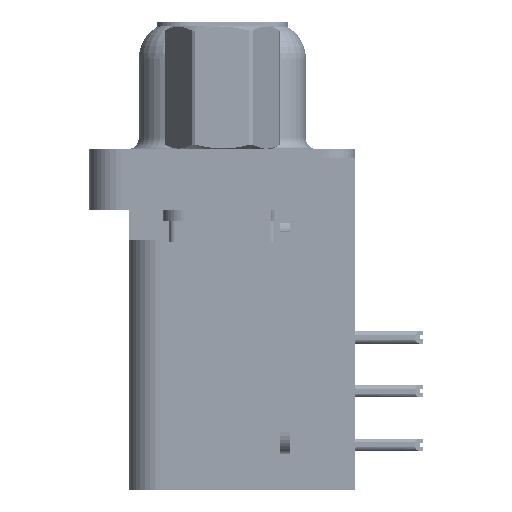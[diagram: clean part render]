
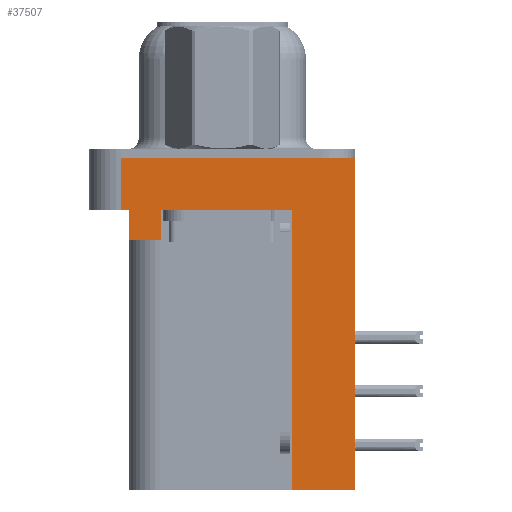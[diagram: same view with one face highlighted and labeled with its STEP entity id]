
A CAD part, left-side view. The second image highlights one B-rep face of the part: STEP entity #37507.
In plain terms, the highlighted planar face has unit normal (-1, 0, 0).
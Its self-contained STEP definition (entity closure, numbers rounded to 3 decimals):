
#112 = VECTOR ( 'NONE', #39762, 1000. ) ;
#403 = EDGE_LOOP ( 'NONE', ( #11133, #21697, #47556, #26472, #10854, #5634, #7216, #45497, #17309, #42969 ) ) ;
#635 = EDGE_CURVE ( 'NONE', #15868, #47030, #46416, .T. ) ;
#1189 = CARTESIAN_POINT ( 'NONE',  ( -3., -3.295, -15.7 ) ) ;
#1278 = EDGE_CURVE ( 'NONE', #37225, #2373, #34012, .T. ) ;
#1632 = LINE ( 'NONE', #14882, #19496 ) ;
#1912 = VERTEX_POINT ( 'NONE', #37509 ) ;
#2260 = EDGE_CURVE ( 'NONE', #14104, #28822, #9506, .T. ) ;
#2373 = VERTEX_POINT ( 'NONE', #41866 ) ;
#2458 = VECTOR ( 'NONE', #43352, 1000. ) ;
#2572 = VECTOR ( 'NONE', #16481, 1000. ) ;
#3183 = EDGE_CURVE ( 'NONE', #1912, #14104, #36812, .T. ) ;
#3443 = CARTESIAN_POINT ( 'NONE',  ( -3., -3.295, -2.5 ) ) ;
#3501 = DIRECTION ( 'NONE',  ( 0., 0., 1. ) ) ;
#3927 = EDGE_CURVE ( 'NONE', #1912, #34898, #1632, .T. ) ;
#4810 = DIRECTION ( 'NONE',  ( 0., 1., 0. ) ) ;
#5634 = ORIENTED_EDGE ( 'NONE', *, *, #36821, .T. ) ;
#5813 = FACE_OUTER_BOUND ( 'NONE', #403, .T. ) ;
#7216 = ORIENTED_EDGE ( 'NONE', *, *, #32883, .T. ) ;
#7627 = VERTEX_POINT ( 'NONE', #16118 ) ;
#7697 = CARTESIAN_POINT ( 'NONE',  ( -3., -6.275, 0. ) ) ;
#8520 = DIRECTION ( 'NONE',  ( 0., 0., 1. ) ) ;
#9506 = LINE ( 'NONE', #32569, #48633 ) ;
#9732 = LINE ( 'NONE', #16009, #28788 ) ;
#10198 = LINE ( 'NONE', #11463, #11415 ) ;
#10854 = ORIENTED_EDGE ( 'NONE', *, *, #43360, .F. ) ;
#11133 = ORIENTED_EDGE ( 'NONE', *, *, #11514, .F. ) ;
#11415 = VECTOR ( 'NONE', #38095, 1000. ) ;
#11463 = CARTESIAN_POINT ( 'NONE',  ( -3., -6.275, -2.5 ) ) ;
#11514 = EDGE_CURVE ( 'NONE', #47030, #34898, #41777, .T. ) ;
#11795 = CARTESIAN_POINT ( 'NONE',  ( -3., 2.895, -2.5 ) ) ;
#13147 = CARTESIAN_POINT ( 'NONE',  ( -3., -6.275, -2.5 ) ) ;
#13728 = DIRECTION ( 'NONE',  ( 0., 0., 1. ) ) ;
#14104 = VERTEX_POINT ( 'NONE', #40758 ) ;
#14882 = CARTESIAN_POINT ( 'NONE',  ( -3., -6.275, -2.5 ) ) ;
#15868 = VERTEX_POINT ( 'NONE', #37634 ) ;
#16009 = CARTESIAN_POINT ( 'NONE',  ( -3., 4.425, -3.9 ) ) ;
#16118 = CARTESIAN_POINT ( 'NONE',  ( -3., 2.895, -3.9 ) ) ;
#16133 = VECTOR ( 'NONE', #38516, 1000. ) ;
#16481 = DIRECTION ( 'NONE',  ( 0., -1., 0. ) ) ;
#17309 = ORIENTED_EDGE ( 'NONE', *, *, #3183, .F. ) ;
#19254 = CARTESIAN_POINT ( 'NONE',  ( -3., 4.425, -3.9 ) ) ;
#19496 = VECTOR ( 'NONE', #3501, 1000. ) ;
#19519 = LINE ( 'NONE', #31259, #47337 ) ;
#20170 = DIRECTION ( 'NONE',  ( 0., 1., 0. ) ) ;
#20553 = DIRECTION ( 'NONE',  ( 0., 0., 1. ) ) ;
#21652 = CARTESIAN_POINT ( 'NONE',  ( -3., 4.775, -2.5 ) ) ;
#21697 = ORIENTED_EDGE ( 'NONE', *, *, #635, .F. ) ;
#26472 = ORIENTED_EDGE ( 'NONE', *, *, #1278, .F. ) ;
#26714 = VECTOR ( 'NONE', #20170, 1000. ) ;
#28788 = VECTOR ( 'NONE', #4810, 1000. ) ;
#28822 = VERTEX_POINT ( 'NONE', #3443 ) ;
#30452 = LINE ( 'NONE', #13147, #112 ) ;
#31259 = CARTESIAN_POINT ( 'NONE',  ( -3., 2.895, -3.9 ) ) ;
#32569 = CARTESIAN_POINT ( 'NONE',  ( -3., -3.295, -15.7 ) ) ;
#32883 = EDGE_CURVE ( 'NONE', #35515, #28822, #10198, .T. ) ;
#34012 = LINE ( 'NONE', #44877, #2458 ) ;
#34898 = VERTEX_POINT ( 'NONE', #40338 ) ;
#35515 = VERTEX_POINT ( 'NONE', #11795 ) ;
#36812 = LINE ( 'NONE', #1189, #26714 ) ;
#36821 = EDGE_CURVE ( 'NONE', #7627, #35515, #19519, .T. ) ;
#37225 = VERTEX_POINT ( 'NONE', #19254 ) ;
#37507 = ADVANCED_FACE ( 'NONE', ( #5813 ), #39466, .T. ) ;
#37509 = CARTESIAN_POINT ( 'NONE',  ( -3., -6.275, -15.7 ) ) ;
#37634 = CARTESIAN_POINT ( 'NONE',  ( -3., 4.775, -2.5 ) ) ;
#38095 = DIRECTION ( 'NONE',  ( 0., -1., 0. ) ) ;
#38516 = DIRECTION ( 'NONE',  ( 0., 0., 1. ) ) ;
#39466 = PLANE ( 'NONE',  #48474 ) ;
#39762 = DIRECTION ( 'NONE',  ( 0., -1., 0. ) ) ;
#40338 = CARTESIAN_POINT ( 'NONE',  ( -3., -6.275, 0. ) ) ;
#40758 = CARTESIAN_POINT ( 'NONE',  ( -3., -3.295, -15.7 ) ) ;
#41777 = LINE ( 'NONE', #7697, #2572 ) ;
#41866 = CARTESIAN_POINT ( 'NONE',  ( -3., 4.425, -2.5 ) ) ;
#42481 = CARTESIAN_POINT ( 'NONE',  ( -3., 4.775, 0. ) ) ;
#42969 = ORIENTED_EDGE ( 'NONE', *, *, #3927, .T. ) ;
#43097 = CARTESIAN_POINT ( 'NONE',  ( -3., -6.275, -2.5 ) ) ;
#43263 = DIRECTION ( 'NONE',  ( -1., 0., 0. ) ) ;
#43352 = DIRECTION ( 'NONE',  ( 0., 0., 1. ) ) ;
#43360 = EDGE_CURVE ( 'NONE', #7627, #37225, #9732, .T. ) ;
#44877 = CARTESIAN_POINT ( 'NONE',  ( -3., 4.425, -3.9 ) ) ;
#44885 = EDGE_CURVE ( 'NONE', #15868, #2373, #30452, .T. ) ;
#45497 = ORIENTED_EDGE ( 'NONE', *, *, #2260, .F. ) ;
#46416 = LINE ( 'NONE', #21652, #16133 ) ;
#47030 = VERTEX_POINT ( 'NONE', #42481 ) ;
#47337 = VECTOR ( 'NONE', #8520, 1000. ) ;
#47556 = ORIENTED_EDGE ( 'NONE', *, *, #44885, .T. ) ;
#48474 = AXIS2_PLACEMENT_3D ( 'NONE', #43097, #43263, #20553 ) ;
#48633 = VECTOR ( 'NONE', #13728, 1000. ) ;
